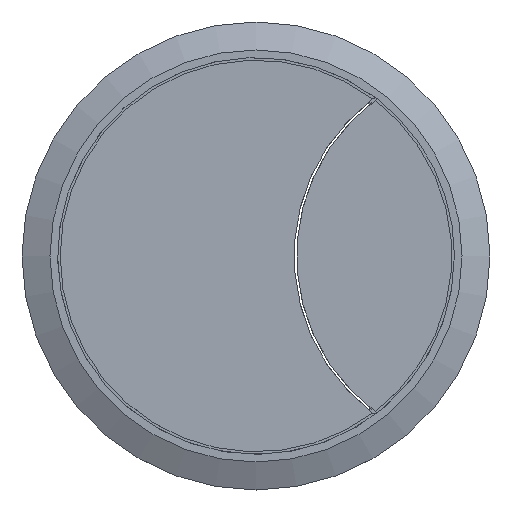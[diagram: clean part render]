
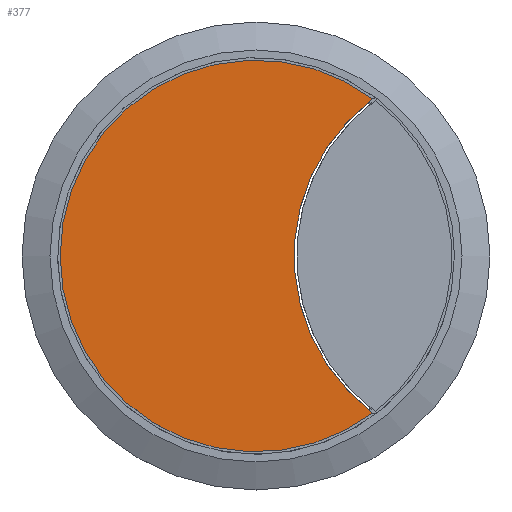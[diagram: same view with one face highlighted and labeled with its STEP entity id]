
A CAD part, top view. The second image highlights one B-rep face of the part: STEP entity #377.
In plain terms, the highlighted planar face has unit normal (0, 0, 1).
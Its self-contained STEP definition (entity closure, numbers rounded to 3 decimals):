
#21=PLANE('',#441);
#48=FACE_OUTER_BOUND('',#72,.T.);
#72=EDGE_LOOP('',(#301,#302));
#140=CIRCLE('',#435,38.5);
#145=CIRCLE('',#442,38.5);
#185=VERTEX_POINT('',#675);
#186=VERTEX_POINT('',#677);
#225=EDGE_CURVE('',#186,#185,#140,.T.);
#232=EDGE_CURVE('',#185,#186,#145,.T.);
#301=ORIENTED_EDGE('',*,*,#225,.T.);
#302=ORIENTED_EDGE('',*,*,#232,.T.);
#377=ADVANCED_FACE('',(#48),#21,.T.);
#435=AXIS2_PLACEMENT_3D('',#678,#533,#534);
#441=AXIS2_PLACEMENT_3D('',#688,#547,#548);
#442=AXIS2_PLACEMENT_3D('',#689,#549,#550);
#533=DIRECTION('center_axis',(0.,0.,-1.));
#534=DIRECTION('ref_axis',(-0.586,0.81,0.));
#547=DIRECTION('center_axis',(0.,0.,1.));
#548=DIRECTION('ref_axis',(1.,0.,0.));
#549=DIRECTION('center_axis',(0.,0.,1.));
#550=DIRECTION('ref_axis',(-1.,0.,0.));
#675=CARTESIAN_POINT('',(23.,30.875,3.));
#677=CARTESIAN_POINT('',(23.,-30.875,3.));
#678=CARTESIAN_POINT('Origin',(46.,0.,3.));
#688=CARTESIAN_POINT('Origin',(0.,0.,3.));
#689=CARTESIAN_POINT('Origin',(0.,0.,3.));
